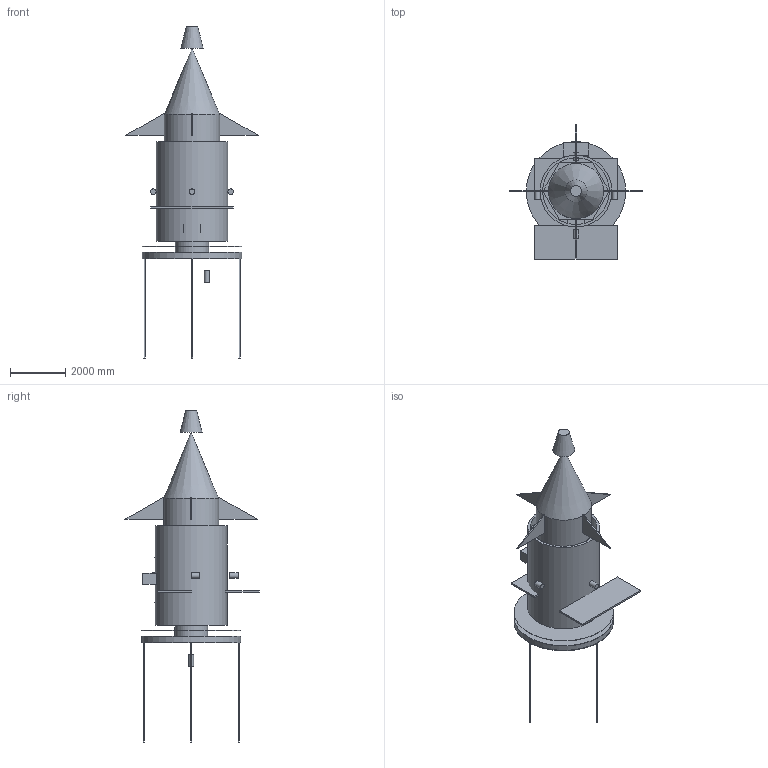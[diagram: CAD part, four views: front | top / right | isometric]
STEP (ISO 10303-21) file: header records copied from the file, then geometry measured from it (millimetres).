
FILE_DESCRIPTION(('FreeCAD Model'),'2;1');
FILE_NAME('Open CASCADE Shape Model','2025-11-12T21:21:45',('Author'),( ''),'Open CASCADE STEP processor 7.8','FreeCAD','Unknown');
FILE_SCHEMA(('AUTOMOTIVE_DESIGN { 1 0 10303 214 1 1 1 1 }'));
Length unit declared in the file: millimetre
Products named in the file (35): RadiationShield; ParkerLikeCraft; TPS_Al2O3; TPS_W; TPS_CC_Solar; TPS_Foam; TPS_CC_Shadow; TPS_Fused; ApertureTube; BusHex; Fuselage; TailCone; Nozzle; Fin_1; Fin_2; Fin_3; Fin_4; Panel_1; Panel_2; FIELDS_Antenna_1; FIELDS_Antenna_2; FIELDS_Antenna_3; FIELDS_Antenna_4; SWEAP_SPC; WISPR_Imager; SWEAP_SPAN_Aplus; ISOIS_Suite; FIELDS_Magnetometer_1; FIELDS_Magnetometer_2; FIELDS_Magnetometer_3; IonThruster_1; IonThruster_2; IonThruster_3; IonThruster_4
Assembly tree (33 placements, depth 2):
  RadiationShield
  ParkerLikeCraft
    TPS_Al2O3
    TPS_W
    TPS_CC_Solar
    TPS_Foam
    TPS_CC_Shadow
    TPS_Fused
    ApertureTube
    BusHex
    RadiationShield
    Fuselage
    TailCone
    Nozzle
    Fin_1
    Fin_2
    Fin_3
    Fin_4
    Panel_1
    Panel_2
    FIELDS_Antenna_1
    FIELDS_Antenna_2
    FIELDS_Antenna_3
    FIELDS_Antenna_4
    SWEAP_SPC
    WISPR_Imager
    SWEAP_SPAN_Aplus
    ISOIS_Suite
    FIELDS_Magnetometer_1
    FIELDS_Magnetometer_2
    FIELDS_Magnetometer_3
    IonThruster_1
    IonThruster_2
    IonThruster_3
    IonThruster_4
Bounding box: 4798 x 4859 x 12028 mm (x, y, z)
Volume: 29223815868 mm3; surface area: 416203338.8 mm2
Topology: 38 solids, 38 shells, 144 faces, 207 edges, 138 vertices
Faces by surface type: plane 113, cylinder 29, cone 2
Full cylindrical faces by diameter (mm): 40 x4, 140 x3, 180 x1, 200 x4, 1180 x1, 1200 x1, 2000 x1, 2420 x2, 2600 x2, 3600 x10
Entity records: 6712 total; most frequent: DIRECTION 1035, CARTESIAN_POINT 934, LINE 496, VECTOR 496, ORIENTED_EDGE 412, PCURVE 412, DEFINITIONAL_REPRESENTATION 412, AXIS2_PLACEMENT_3D 239
